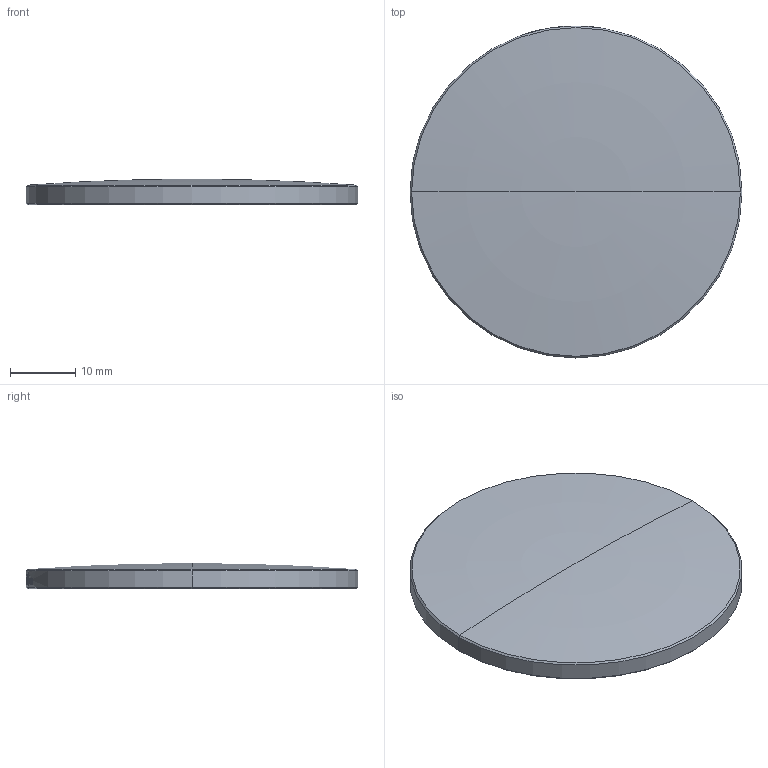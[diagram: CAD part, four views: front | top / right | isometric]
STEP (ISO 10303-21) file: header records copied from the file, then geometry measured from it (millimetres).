
FILE_DESCRIPTION (( 'STEP AP214' ), '1' );
FILE_NAME ('CTN017543-E0W.STEP', '2021-08-30T06:13:08', ( '' ), ( '' ), 'SwSTEP 2.0', 'SolidWorks 2018', '' );
FILE_SCHEMA (( 'AUTOMOTIVE_DESIGN' ));
Length unit declared in the file: millimetre
Products named in the file (2): CTN017543-E0W; CTN017571
Assembly tree (1 placements, depth 2):
  CTN017543-E0W
    CTN017571
Bounding box: 50.8 x 50.8 x 3.94 mm (x, y, z)
Volume: 7022.3 mm3; surface area: 4490.3 mm2
Topology: 1 solids, 1 shells, 25 faces, 166 edges, 157 vertices
Faces by surface type: cylinder 18, cone 4, torus 2, plane 1
Entity records: 2255 total; most frequent: CARTESIAN_POINT 973, ORIENTED_EDGE 328, DIRECTION 176, EDGE_CURVE 164, VERTEX_POINT 157, B_SPLINE_CURVE_WITH_KNOTS 90, AXIS2_PLACEMENT_3D 73, CIRCLE 44
